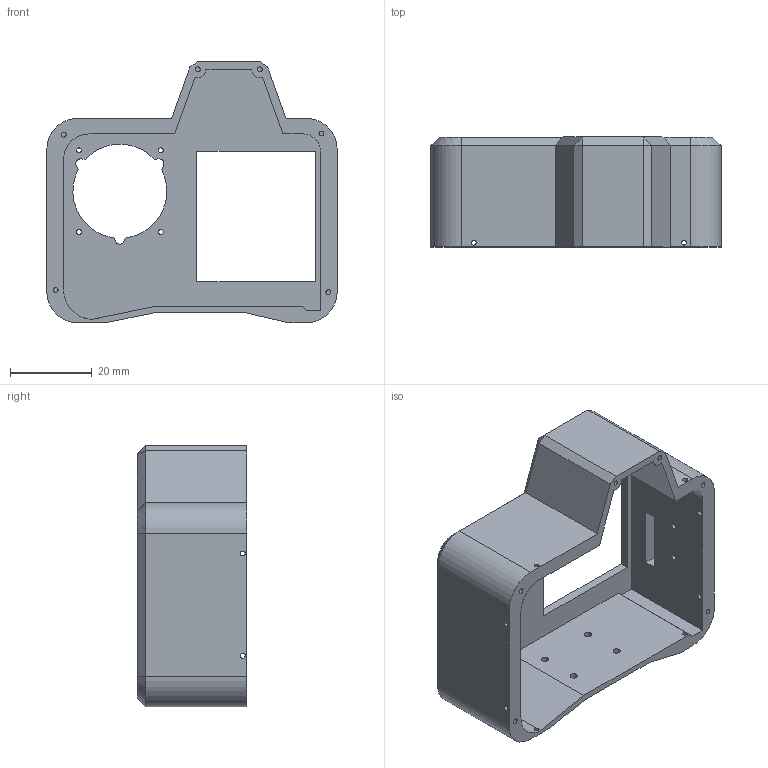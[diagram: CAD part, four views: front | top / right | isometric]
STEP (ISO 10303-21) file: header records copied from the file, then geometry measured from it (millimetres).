
FILE_DESCRIPTION(/* description */ ('STEP AP242','CAx-IF Rec.Pracs.---Representation and Presentation of Product Manufacturing Information (PMI)---4.0---2014-10-13','CAx-IF Rec.Pracs.---3D Tessellated Geometry---0.4---2014-09-14','2;1'),/* implementation_level */ '2;1');
FILE_NAME(/* name */ '63fa5108cea57977defc7e2e',/* time_stamp */ '2023-02-25T18:18:49+00:00',/* author */ (''),/* organization */ (''),/* preprocessor_version */ 'ST-DEVELOPER v18.102',/* originating_system */ ' ',/* authorisation */ ' ');
FILE_SCHEMA (('AP242_MANAGED_MODEL_BASED_3D_ENGINEERING_MIM_LF { 1 0 10303 442 1 1 4 }'));
Length unit declared in the file: metre
Products named in the file (1): Case Front
Bounding box: 71 x 26.85 x 64 mm (x, y, z)
Volume: 22140.5 mm3; surface area: 17625.3 mm2
Topology: 1 solids, 1 shells, 114 faces, 306 edges, 199 vertices
Faces by surface type: plane 67, cylinder 43, cone 4
Full cylindrical faces by diameter (mm): 1.2 x20, 1.8 x4
Entity records: 3481 total; most frequent: DIRECTION 593, CARTESIAN_POINT 590, ORIENTED_EDGE 548, EDGE_CURVE 274, AXIS2_PLACEMENT_3D 206, VERTEX_POINT 191, EDGE_LOOP 185, FACE_BOUND 185
